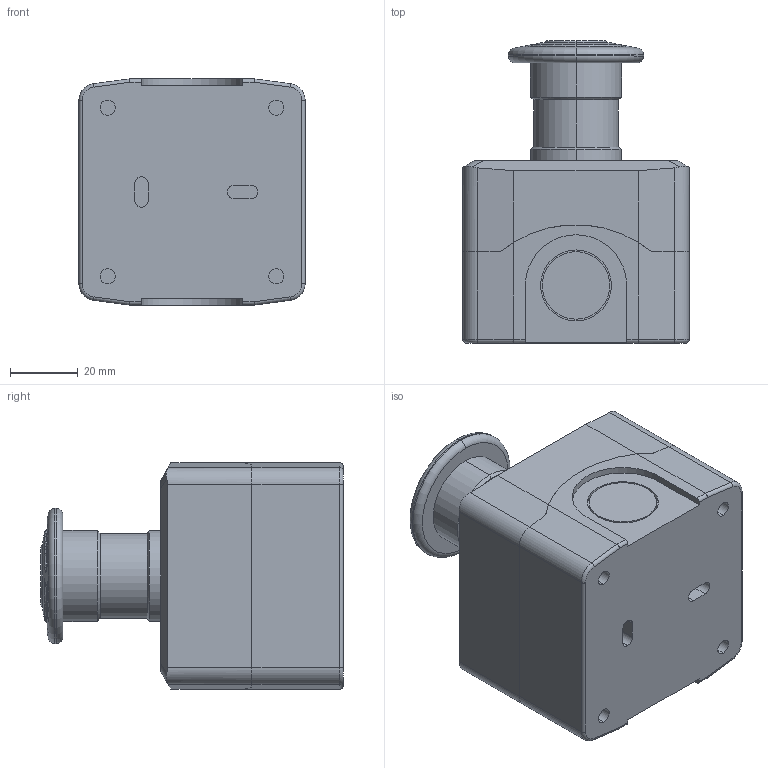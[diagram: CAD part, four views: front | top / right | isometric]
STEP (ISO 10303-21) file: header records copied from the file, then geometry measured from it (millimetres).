
FILE_DESCRIPTION (( 'STEP AP214' ), '1' );
FILE_NAME ('User Library-Estop.STEP', '2020-04-11T04:27:09', ( '' ), ( '' ), 'SwSTEP 2.0', 'SolidWorks 2019', '' );
FILE_SCHEMA (( 'AUTOMOTIVE_DESIGN' ));
Length unit declared in the file: millimetre
Products named in the file (1): User Library-Estop
Bounding box: 67 x 89.5 x 67 mm (x, y, z)
Volume: 253789.8 mm3; surface area: 37056.7 mm2
Topology: 2 solids, 2 shells, 151 faces, 370 edges, 237 vertices
Faces by surface type: cylinder 62, plane 54, torus 18, cone 9, bspline 8
Entity records: 5489 total; most frequent: CARTESIAN_POINT 1195, ORIENTED_EDGE 740, DIRECTION 717, EDGE_CURVE 370, AXIS2_PLACEMENT_3D 281, VERTEX_POINT 237, EDGE_LOOP 165, VECTOR 155
